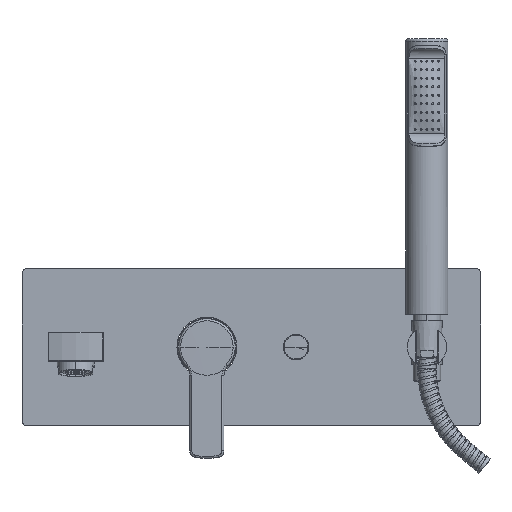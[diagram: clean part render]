
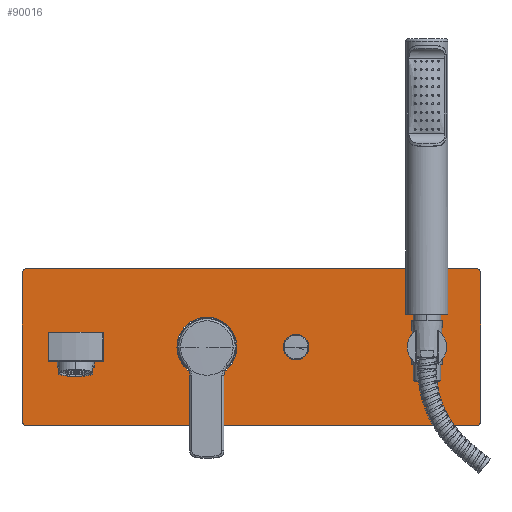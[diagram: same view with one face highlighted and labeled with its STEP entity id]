
A CAD part, top view. The second image highlights one B-rep face of the part: STEP entity #90016.
In plain terms, the highlighted planar face has unit normal (0, 0, 1).
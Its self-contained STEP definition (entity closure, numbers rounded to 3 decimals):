
#52496=CARTESIAN_POINT('',(-137.,-56.,50.));
#52497=DIRECTION('',(0.,0.,1.));
#52498=DIRECTION('',(-1.,0.,0.));
#52499=AXIS2_PLACEMENT_3D('',#52496,#52497,#52498);
#52501=DIRECTION('',(0.,-1.,0.));
#52502=VECTOR('',#52501,112.);
#52503=CARTESIAN_POINT('',(-141.,56.,50.));
#52504=LINE('',#52503,#52502);
#52505=CARTESIAN_POINT('',(-137.,56.,50.));
#52506=DIRECTION('',(0.,0.,1.));
#52507=DIRECTION('',(0.,1.,0.));
#52508=AXIS2_PLACEMENT_3D('',#52505,#52506,#52507);
#52510=DIRECTION('',(-1.,0.,0.));
#52511=VECTOR('',#52510,342.);
#52512=CARTESIAN_POINT('',(205.,60.,50.));
#52513=LINE('',#52512,#52511);
#52514=CARTESIAN_POINT('',(205.,56.,50.));
#52515=DIRECTION('',(0.,0.,1.));
#52516=DIRECTION('',(1.,0.,0.));
#52517=AXIS2_PLACEMENT_3D('',#52514,#52515,#52516);
#52519=DIRECTION('',(0.,1.,0.));
#52520=VECTOR('',#52519,112.);
#52521=CARTESIAN_POINT('',(209.,-56.,50.));
#52522=LINE('',#52521,#52520);
#52523=CARTESIAN_POINT('',(205.,-56.,50.));
#52524=DIRECTION('',(0.,0.,1.));
#52525=DIRECTION('',(0.,-1.,0.));
#52526=AXIS2_PLACEMENT_3D('',#52523,#52524,#52525);
#52528=DIRECTION('',(1.,0.,0.));
#52529=VECTOR('',#52528,342.);
#52530=CARTESIAN_POINT('',(-137.,-60.,50.));
#52531=LINE('',#52530,#52529);
#52532=CARTESIAN_POINT('',(0.,0.,50.));
#52533=DIRECTION('',(0.,0.,-1.));
#52534=DIRECTION('',(0.,1.,0.));
#52535=AXIS2_PLACEMENT_3D('',#52532,#52533,#52534);
#52537=CARTESIAN_POINT('',(0.,0.,50.));
#52538=DIRECTION('',(0.,0.,-1.));
#52539=DIRECTION('',(0.,-1.,0.));
#52540=AXIS2_PLACEMENT_3D('',#52537,#52538,#52539);
#52542=CARTESIAN_POINT('',(68.,0.,50.));
#52543=DIRECTION('',(0.,0.,-1.));
#52544=DIRECTION('',(0.,1.,0.));
#52545=AXIS2_PLACEMENT_3D('',#52542,#52543,#52544);
#52547=CARTESIAN_POINT('',(68.,0.,50.));
#52548=DIRECTION('',(0.,0.,-1.));
#52549=DIRECTION('',(0.,-1.,0.));
#52550=AXIS2_PLACEMENT_3D('',#52547,#52548,#52549);
#52552=DIRECTION('',(1.,0.,0.));
#52553=VECTOR('',#52552,41.533);
#52554=CARTESIAN_POINT('',(-120.767,-11.,50.));
#52555=LINE('',#52554,#52553);
#52556=CARTESIAN_POINT('',(-100.,0.,50.));
#52557=DIRECTION('',(0.,0.,-1.));
#52558=DIRECTION('',(0.894,-0.449,0.));
#52559=AXIS2_PLACEMENT_3D('',#52556,#52557,#52558);
#52561=DIRECTION('',(0.,1.,0.));
#52562=VECTOR('',#52561,21.095);
#52563=CARTESIAN_POINT('',(-79.,-10.548,50.));
#52564=LINE('',#52563,#52562);
#52565=CARTESIAN_POINT('',(-100.,0.,50.));
#52566=DIRECTION('',(0.,0.,-1.));
#52567=DIRECTION('',(0.884,0.468,0.));
#52568=AXIS2_PLACEMENT_3D('',#52565,#52566,#52567);
#52570=DIRECTION('',(1.,0.,0.));
#52571=VECTOR('',#52570,41.533);
#52572=CARTESIAN_POINT('',(-120.767,11.,50.));
#52573=LINE('',#52572,#52571);
#52574=CARTESIAN_POINT('',(-100.,0.,50.));
#52575=DIRECTION('',(0.,0.,-1.));
#52576=DIRECTION('',(-0.894,0.449,0.));
#52577=AXIS2_PLACEMENT_3D('',#52574,#52575,#52576);
#52579=DIRECTION('',(0.,1.,0.));
#52580=VECTOR('',#52579,21.095);
#52581=CARTESIAN_POINT('',(-121.,-10.548,50.));
#52582=LINE('',#52581,#52580);
#52583=CARTESIAN_POINT('',(-100.,0.,50.));
#52584=DIRECTION('',(0.,0.,-1.));
#52585=DIRECTION('',(-0.884,-0.468,0.));
#52586=AXIS2_PLACEMENT_3D('',#52583,#52584,#52585);
#52588=CARTESIAN_POINT('',(167.8,0.,50.));
#52589=DIRECTION('',(0.,0.,-1.));
#52590=DIRECTION('',(1.,0.,0.));
#52591=AXIS2_PLACEMENT_3D('',#52588,#52589,#52590);
#52593=CARTESIAN_POINT('',(167.8,0.,50.));
#52594=DIRECTION('',(0.,0.,-1.));
#52595=DIRECTION('',(-1.,0.,0.));
#52596=AXIS2_PLACEMENT_3D('',#52593,#52594,#52595);
#81929=CARTESIAN_POINT('',(0.,22.8,50.));
#81930=CARTESIAN_POINT('',(0.,-22.8,50.));
#81931=VERTEX_POINT('',#81929);
#81932=VERTEX_POINT('',#81930);
#81933=CARTESIAN_POINT('',(68.,9.75,50.));
#81934=CARTESIAN_POINT('',(68.,-9.75,50.));
#81935=VERTEX_POINT('',#81933);
#81936=VERTEX_POINT('',#81934);
#81953=CARTESIAN_POINT('',(-141.,-56.,50.));
#81954=VERTEX_POINT('',#81953);
#81955=CARTESIAN_POINT('',(-137.,-60.,50.));
#81956=VERTEX_POINT('',#81955);
#81961=CARTESIAN_POINT('',(-137.,60.,50.));
#81962=VERTEX_POINT('',#81961);
#81963=CARTESIAN_POINT('',(-141.,56.,50.));
#81964=VERTEX_POINT('',#81963);
#81969=CARTESIAN_POINT('',(209.,56.,50.));
#81970=VERTEX_POINT('',#81969);
#81971=CARTESIAN_POINT('',(205.,60.,50.));
#81972=VERTEX_POINT('',#81971);
#81977=CARTESIAN_POINT('',(205.,-60.,50.));
#81978=VERTEX_POINT('',#81977);
#81979=CARTESIAN_POINT('',(209.,-56.,50.));
#81980=VERTEX_POINT('',#81979);
#82069=CARTESIAN_POINT('',(-120.767,-11.,50.));
#82070=CARTESIAN_POINT('',(-79.233,-11.,50.));
#82071=VERTEX_POINT('',#82069);
#82072=VERTEX_POINT('',#82070);
#82073=CARTESIAN_POINT('',(-120.767,11.,50.));
#82074=CARTESIAN_POINT('',(-79.233,11.,50.));
#82075=VERTEX_POINT('',#82073);
#82076=VERTEX_POINT('',#82074);
#82077=CARTESIAN_POINT('',(-121.,-10.548,50.));
#82078=CARTESIAN_POINT('',(-121.,10.548,50.));
#82079=VERTEX_POINT('',#82077);
#82080=VERTEX_POINT('',#82078);
#82081=CARTESIAN_POINT('',(-79.,-10.548,50.));
#82082=CARTESIAN_POINT('',(-79.,10.548,50.));
#82083=VERTEX_POINT('',#82081);
#82084=VERTEX_POINT('',#82082);
#85976=CARTESIAN_POINT('',(182.8,0.,50.));
#85977=CARTESIAN_POINT('',(152.8,0.,50.));
#85978=VERTEX_POINT('',#85976);
#85979=VERTEX_POINT('',#85977);
#89959=CARTESIAN_POINT('',(34.,0.,50.));
#89960=DIRECTION('',(0.,0.,1.));
#89961=DIRECTION('',(0.,1.,0.));
#89962=AXIS2_PLACEMENT_3D('',#89959,#89960,#89961);
#89963=PLANE('',#89962);
#89965=ORIENTED_EDGE('',*,*,#89964,.F.);
#89967=ORIENTED_EDGE('',*,*,#89966,.F.);
#89969=ORIENTED_EDGE('',*,*,#89968,.F.);
#89971=ORIENTED_EDGE('',*,*,#89970,.F.);
#89973=ORIENTED_EDGE('',*,*,#89972,.F.);
#89975=ORIENTED_EDGE('',*,*,#89974,.F.);
#89977=ORIENTED_EDGE('',*,*,#89976,.F.);
#89979=ORIENTED_EDGE('',*,*,#89978,.F.);
#89980=EDGE_LOOP('',(#89965,#89967,#89969,#89971,#89973,#89975,#89977,#89979));
#89981=FACE_OUTER_BOUND('',#89980,.F.);
#89983=ORIENTED_EDGE('',*,*,#89982,.F.);
#89985=ORIENTED_EDGE('',*,*,#89984,.F.);
#89986=EDGE_LOOP('',(#89983,#89985));
#89987=FACE_BOUND('',#89986,.F.);
#89989=ORIENTED_EDGE('',*,*,#89988,.F.);
#89991=ORIENTED_EDGE('',*,*,#89990,.F.);
#89992=EDGE_LOOP('',(#89989,#89991));
#89993=FACE_BOUND('',#89992,.F.);
#89994=ORIENTED_EDGE('',*,*,#89906,.T.);
#89996=ORIENTED_EDGE('',*,*,#89995,.F.);
#89998=ORIENTED_EDGE('',*,*,#89997,.T.);
#90000=ORIENTED_EDGE('',*,*,#89999,.F.);
#90002=ORIENTED_EDGE('',*,*,#90001,.F.);
#90004=ORIENTED_EDGE('',*,*,#90003,.F.);
#90006=ORIENTED_EDGE('',*,*,#90005,.F.);
#90007=ORIENTED_EDGE('',*,*,#89940,.F.);
#90008=EDGE_LOOP('',(#89994,#89996,#89998,#90000,#90002,#90004,#90006,#90007));
#90009=FACE_BOUND('',#90008,.F.);
#90011=ORIENTED_EDGE('',*,*,#90010,.F.);
#90013=ORIENTED_EDGE('',*,*,#90012,.F.);
#90014=EDGE_LOOP('',(#90011,#90013));
#90015=FACE_BOUND('',#90014,.F.);
#90016=ADVANCED_FACE('',(#89981,#89987,#89993,#90009,#90015),#89963,.T.);
#52500=CIRCLE('',#52499,4.);
#52509=CIRCLE('',#52508,4.);
#52518=CIRCLE('',#52517,4.);
#52527=CIRCLE('',#52526,4.);
#52536=CIRCLE('',#52535,22.8);
#52541=CIRCLE('',#52540,22.8);
#52546=CIRCLE('',#52545,9.75);
#52551=CIRCLE('',#52550,9.75);
#52560=CIRCLE('',#52559,23.5);
#52569=CIRCLE('',#52568,23.5);
#52578=CIRCLE('',#52577,23.5);
#52587=CIRCLE('',#52586,23.5);
#52592=CIRCLE('',#52591,15.);
#52597=CIRCLE('',#52596,15.);
#89906=EDGE_CURVE('',#82071,#82072,#52555,.T.);
#89940=EDGE_CURVE('',#82071,#82079,#52587,.T.);
#89964=EDGE_CURVE('',#81954,#81956,#52500,.T.);
#89966=EDGE_CURVE('',#81964,#81954,#52504,.T.);
#89968=EDGE_CURVE('',#81962,#81964,#52509,.T.);
#89970=EDGE_CURVE('',#81972,#81962,#52513,.T.);
#89972=EDGE_CURVE('',#81970,#81972,#52518,.T.);
#89974=EDGE_CURVE('',#81980,#81970,#52522,.T.);
#89976=EDGE_CURVE('',#81978,#81980,#52527,.T.);
#89978=EDGE_CURVE('',#81956,#81978,#52531,.T.);
#89982=EDGE_CURVE('',#81931,#81932,#52536,.T.);
#89984=EDGE_CURVE('',#81932,#81931,#52541,.T.);
#89988=EDGE_CURVE('',#81935,#81936,#52546,.T.);
#89990=EDGE_CURVE('',#81936,#81935,#52551,.T.);
#89995=EDGE_CURVE('',#82083,#82072,#52560,.T.);
#89997=EDGE_CURVE('',#82083,#82084,#52564,.T.);
#89999=EDGE_CURVE('',#82076,#82084,#52569,.T.);
#90001=EDGE_CURVE('',#82075,#82076,#52573,.T.);
#90003=EDGE_CURVE('',#82080,#82075,#52578,.T.);
#90005=EDGE_CURVE('',#82079,#82080,#52582,.T.);
#90010=EDGE_CURVE('',#85978,#85979,#52592,.T.);
#90012=EDGE_CURVE('',#85979,#85978,#52597,.T.);
